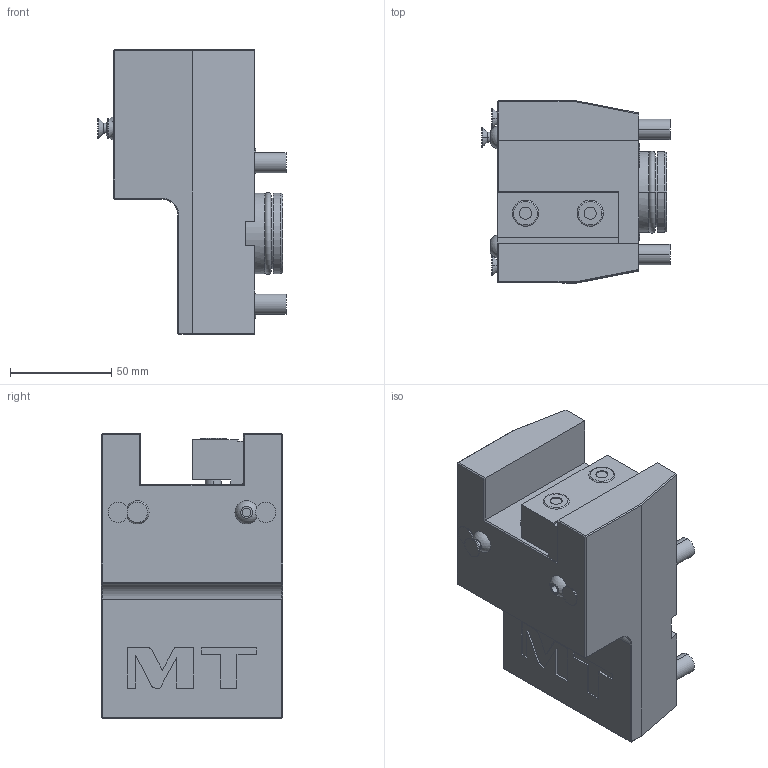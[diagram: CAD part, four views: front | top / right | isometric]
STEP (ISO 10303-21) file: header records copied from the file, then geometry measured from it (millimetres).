
FILE_DESCRIPTION((''),'2;1');
FILE_NAME('MNZ0092540_CONF','2023-02-23T14:26:23',('sterribile'),('M.T. srl'),'CREO PARAMETRIC BY PTC INC, 2021072','CREO PARAMETRIC BY PTC INC, 2021072','');
FILE_SCHEMA(('CONFIG_CONTROL_DESIGN'));
Length unit declared in the file: millimetre
Products named in the file (1): MNZ0092540_CONF
Bounding box: 93.05 x 90 x 141 mm (x, y, z)
Volume: 629183.9 mm3; surface area: 62369.9 mm2
Topology: 1 solids, 1 shells, 164 faces, 404 edges, 262 vertices
Faces by surface type: plane 103, cylinder 37, cone 10, torus 10, extrusion 2, sphere 2
Entity records: 4890 total; most frequent: DIRECTION 850, CARTESIAN_POINT 842, ORIENTED_EDGE 808, EDGE_CURVE 404, AXIS2_PLACEMENT_3D 286, VECTOR 278, LINE 276, VERTEX_POINT 262
